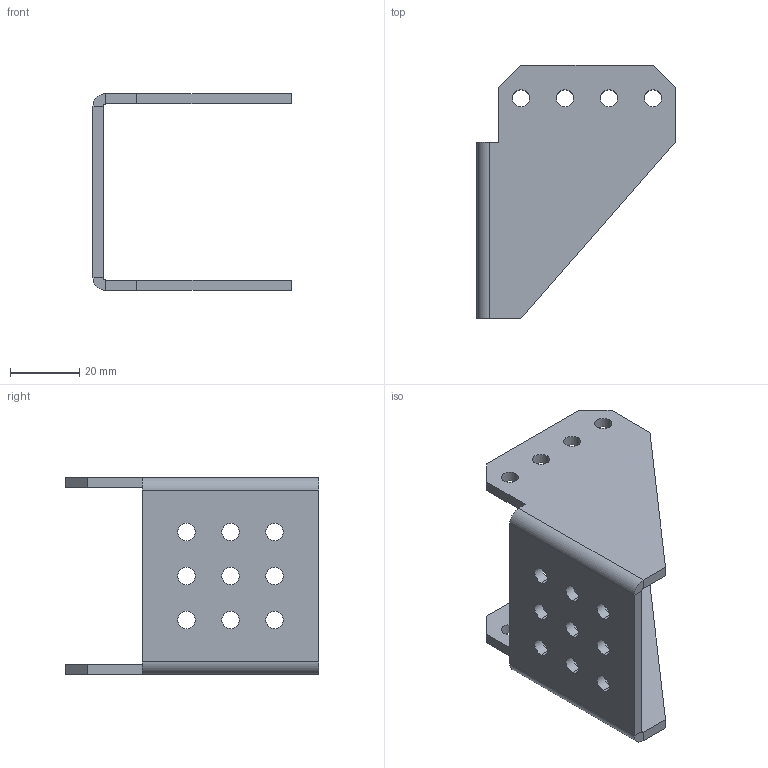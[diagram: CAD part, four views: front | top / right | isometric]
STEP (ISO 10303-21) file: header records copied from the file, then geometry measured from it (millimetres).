
FILE_DESCRIPTION (( 'STEP AP203' ), '1' );
FILE_NAME ('REV-21-2358.STEP', '2024-12-12T20:59:44', ( '' ), ( '' ), 'SwSTEP 2.0', 'SolidWorks 2022', '' );
FILE_SCHEMA (( 'CONFIG_CONTROL_DESIGN' ));
Length unit declared in the file: inch
Products named in the file (1): REV-21-2358
Bounding box: 57.15 x 73.03 x 56.8 mm (x, y, z)
Volume: 23641.9 mm3; surface area: 17902.5 mm2
Topology: 1 solids, 1 shells, 66 faces, 176 edges, 112 vertices
Faces by surface type: cylinder 38, plane 28
Entity records: 2215 total; most frequent: DIRECTION 386, CARTESIAN_POINT 355, ORIENTED_EDGE 352, EDGE_CURVE 176, AXIS2_PLACEMENT_3D 143, VERTEX_POINT 112, EDGE_LOOP 100, LINE 100
